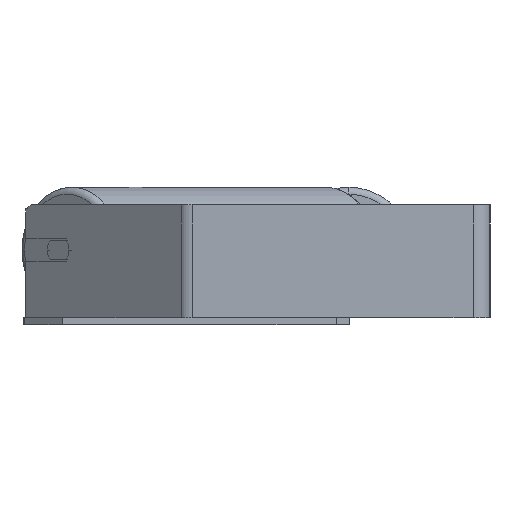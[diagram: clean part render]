
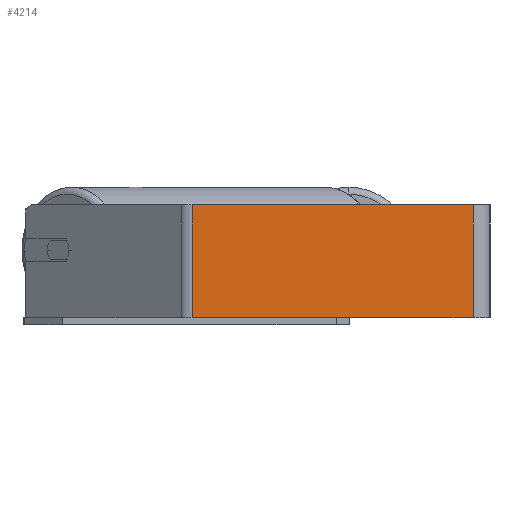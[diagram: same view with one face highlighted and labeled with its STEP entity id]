
A CAD part, left-side view. The second image highlights one B-rep face of the part: STEP entity #4214.
In plain terms, the highlighted planar face has unit normal (-1, 0, 0).
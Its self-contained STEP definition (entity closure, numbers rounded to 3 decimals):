
#1202 = CARTESIAN_POINT ( 'NONE',  ( -490., 211.154, 40. ) ) ;
#1342 = DIRECTION ( 'NONE',  ( 0., 0., -1. ) ) ;
#1682 = VECTOR ( 'NONE', #1342, 1000. ) ;
#1704 = EDGE_CURVE ( 'NONE', #2767, #8161, #5386, .T. ) ;
#1771 = CARTESIAN_POINT ( 'NONE',  ( -490., 215.522, 40. ) ) ;
#2451 = CARTESIAN_POINT ( 'NONE',  ( -490., 215.522, -40. ) ) ;
#2695 = EDGE_CURVE ( 'NONE', #8264, #4192, #7617, .T. ) ;
#2696 = VECTOR ( 'NONE', #5898, 1000. ) ;
#2767 = VERTEX_POINT ( 'NONE', #8949 ) ;
#2947 = AXIS2_PLACEMENT_3D ( 'NONE', #8029, #5137, #6643 ) ;
#3064 = CARTESIAN_POINT ( 'NONE',  ( -490., 12., -40. ) ) ;
#3479 = ORIENTED_EDGE ( 'NONE', *, *, #3769, .T. ) ;
#3769 = EDGE_CURVE ( 'NONE', #8161, #4192, #8630, .T. ) ;
#3783 = EDGE_LOOP ( 'NONE', ( #3479, #8552, #7886, #4071 ) ) ;
#3854 = FACE_OUTER_BOUND ( 'NONE', #3783, .T. ) ;
#3993 = DIRECTION ( 'NONE',  ( 0., 0., -1. ) ) ;
#4071 = ORIENTED_EDGE ( 'NONE', *, *, #1704, .T. ) ;
#4192 = VERTEX_POINT ( 'NONE', #3064 ) ;
#4214 = ADVANCED_FACE ( 'NONE', ( #3854 ), #8665, .F. ) ;
#4786 = CARTESIAN_POINT ( 'NONE',  ( -490., 12., 40. ) ) ;
#5084 = CARTESIAN_POINT ( 'NONE',  ( -490., 211.154, -40. ) ) ;
#5137 = DIRECTION ( 'NONE',  ( 1., 0., 0. ) ) ;
#5386 = LINE ( 'NONE', #1202, #6201 ) ;
#5898 = DIRECTION ( 'NONE',  ( 0., -1., 0. ) ) ;
#5947 = CARTESIAN_POINT ( 'NONE',  ( -490., 12., 40. ) ) ;
#6201 = VECTOR ( 'NONE', #3993, 1000. ) ;
#6433 = VECTOR ( 'NONE', #8678, 1000. ) ;
#6643 = DIRECTION ( 'NONE',  ( 0., 0., -1. ) ) ;
#7347 = EDGE_CURVE ( 'NONE', #2767, #8264, #8199, .T. ) ;
#7617 = LINE ( 'NONE', #4786, #1682 ) ;
#7886 = ORIENTED_EDGE ( 'NONE', *, *, #7347, .F. ) ;
#8029 = CARTESIAN_POINT ( 'NONE',  ( -490., 215.522, 40. ) ) ;
#8161 = VERTEX_POINT ( 'NONE', #5084 ) ;
#8199 = LINE ( 'NONE', #1771, #2696 ) ;
#8264 = VERTEX_POINT ( 'NONE', #5947 ) ;
#8552 = ORIENTED_EDGE ( 'NONE', *, *, #2695, .F. ) ;
#8630 = LINE ( 'NONE', #2451, #6433 ) ;
#8665 = PLANE ( 'NONE',  #2947 ) ;
#8678 = DIRECTION ( 'NONE',  ( 0., -1., 0. ) ) ;
#8949 = CARTESIAN_POINT ( 'NONE',  ( -490., 211.154, 40. ) ) ;
